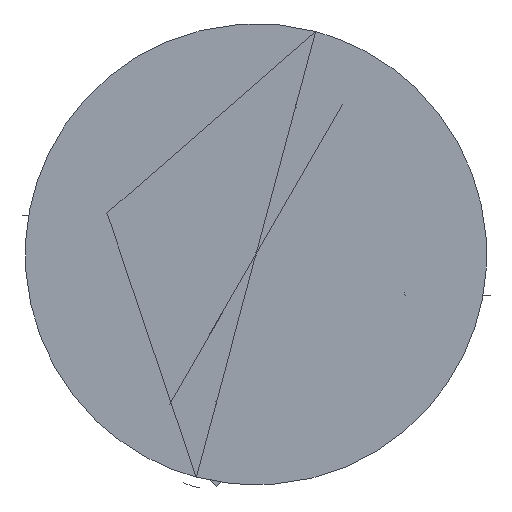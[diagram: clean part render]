
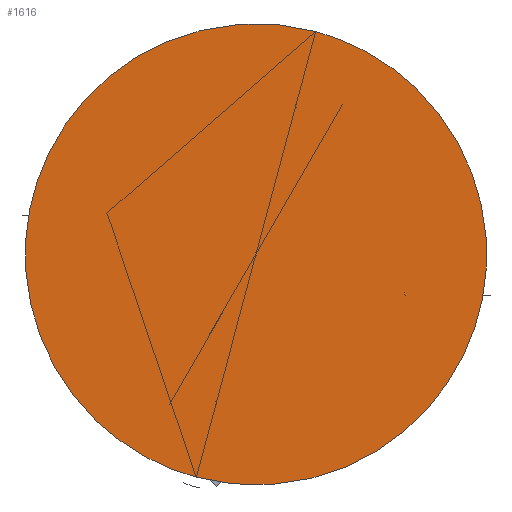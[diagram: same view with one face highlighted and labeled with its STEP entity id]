
A CAD part, top view. The second image highlights one B-rep face of the part: STEP entity #1616.
In plain terms, the highlighted planar face has unit normal (0, 0, 1).
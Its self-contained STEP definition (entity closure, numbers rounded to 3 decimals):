
#1616=ADVANCED_FACE($,(#2113),#6333,.T.);
#2113=FACE_OUTER_BOUND($,#2610,.T.);
#2610=EDGE_LOOP($,(#4392,#4393));
#4392=ORIENTED_EDGE($,*,*,#5315,.T.);
#4393=ORIENTED_EDGE($,*,*,#5314,.T.);
#5314=EDGE_CURVE($,#5887,#5888,#7251,.T.);
#5315=EDGE_CURVE($,#5888,#5887,#7252,.T.);
#5887=VERTEX_POINT($,#22592);
#5888=VERTEX_POINT($,#22593);
#6333=PLANE($,#7480);
#7251=(
BOUNDED_CURVE()
B_SPLINE_CURVE(2,(#22581,#22582,#22583,#22584,#22585),.UNSPECIFIED.,.F.,
.F.)
B_SPLINE_CURVE_WITH_KNOTS((3,2,3),(-1696.46,-1272.345,-848.23),
.UNSPECIFIED.)
CURVE()
GEOMETRIC_REPRESENTATION_ITEM()
RATIONAL_B_SPLINE_CURVE((1.,0.707,1.,0.707,1.))
REPRESENTATION_ITEM($)
);
#7252=(
BOUNDED_CURVE()
B_SPLINE_CURVE(2,(#22586,#22587,#22588,#22589,#22590),.UNSPECIFIED.,.F.,
.F.)
B_SPLINE_CURVE_WITH_KNOTS((3,2,3),(-848.23,-424.115,0.),
.UNSPECIFIED.)
CURVE()
GEOMETRIC_REPRESENTATION_ITEM()
RATIONAL_B_SPLINE_CURVE((1.,0.707,1.,0.707,1.))
REPRESENTATION_ITEM($)
);
#7480=AXIS2_PLACEMENT_3D($,#22591,#7686,$);
#7686=DIRECTION($,(0.,0.,1.));
#22581=CARTESIAN_POINT($,(432.057,-332.681,33.2));
#22582=CARTESIAN_POINT($,(692.857,-402.562,33.2));
#22583=CARTESIAN_POINT($,(762.738,-141.762,33.2));
#22584=CARTESIAN_POINT($,(832.619,119.038,33.2));
#22585=CARTESIAN_POINT($,(571.819,188.919,33.2));
#22586=CARTESIAN_POINT($,(571.819,188.919,33.2));
#22587=CARTESIAN_POINT($,(311.019,258.8,33.2));
#22588=CARTESIAN_POINT($,(241.138,-2.,33.2));
#22589=CARTESIAN_POINT($,(171.257,-262.8,33.2));
#22590=CARTESIAN_POINT($,(432.057,-332.681,33.2));
#22591=CARTESIAN_POINT($,(696.675,-409.176,33.2));
#22592=CARTESIAN_POINT($,(432.057,-332.681,33.2));
#22593=CARTESIAN_POINT($,(571.819,188.919,33.2));
